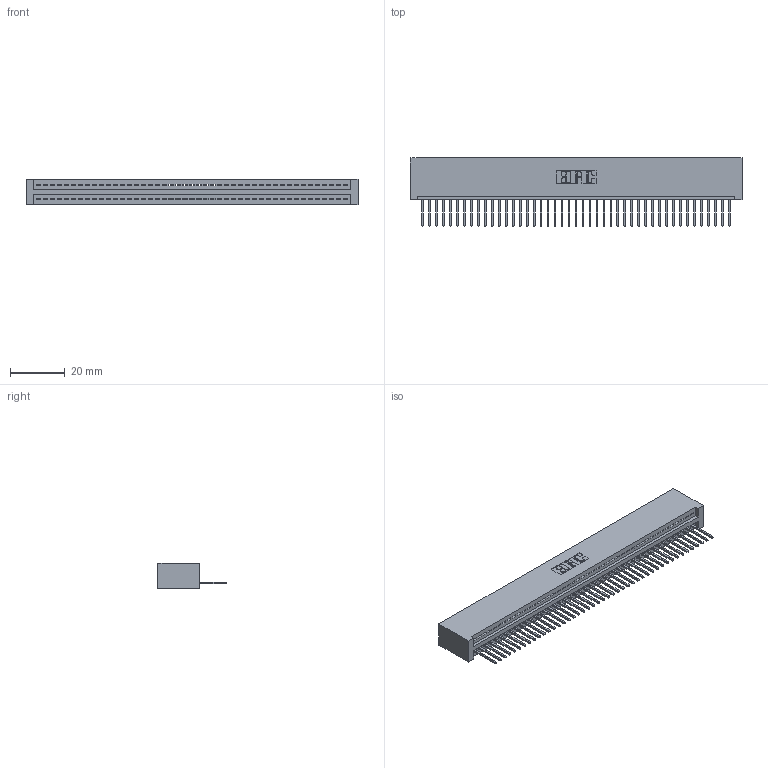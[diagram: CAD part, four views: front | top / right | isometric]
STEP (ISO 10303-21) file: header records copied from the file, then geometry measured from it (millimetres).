
FILE_DESCRIPTION (( 'STEP AP203' ), '1' );
FILE_NAME ('395-045-523-101.STEP', '2019-10-22T17:58:17', ( '' ), ( '' ), 'SwSTEP 2.0', 'SolidWorks 2016', '' );
FILE_SCHEMA (( 'CONFIG_CONTROL_DESIGN' ));
Length unit declared in the file: inch
Products named in the file (3): 395-045-523-101; 345-292-001_345-293-123; 345 Part_No Mounting Lugs
Assembly tree (46 placements, depth 2):
  395-045-523-101
    345 Part_No Mounting Lugs
    345-292-001_345-293-123  x45
Bounding box: 120.9 x 24.82 x 9.4 mm (x, y, z)
Volume: 12075.1 mm3; surface area: 16326.7 mm2
Topology: 46 solids, 46 shells, 2728 faces, 8237 edges, 5430 vertices
Faces by surface type: plane 1876, cylinder 852
Entity records: 33205 total; most frequent: CARTESIAN_POINT 5759, ORIENTED_EDGE 5738, DIRECTION 5019, EDGE_CURVE 2869, LINE 2565, VECTOR 2565, VERTEX_POINT 1910, AXIS2_PLACEMENT_3D 1227
